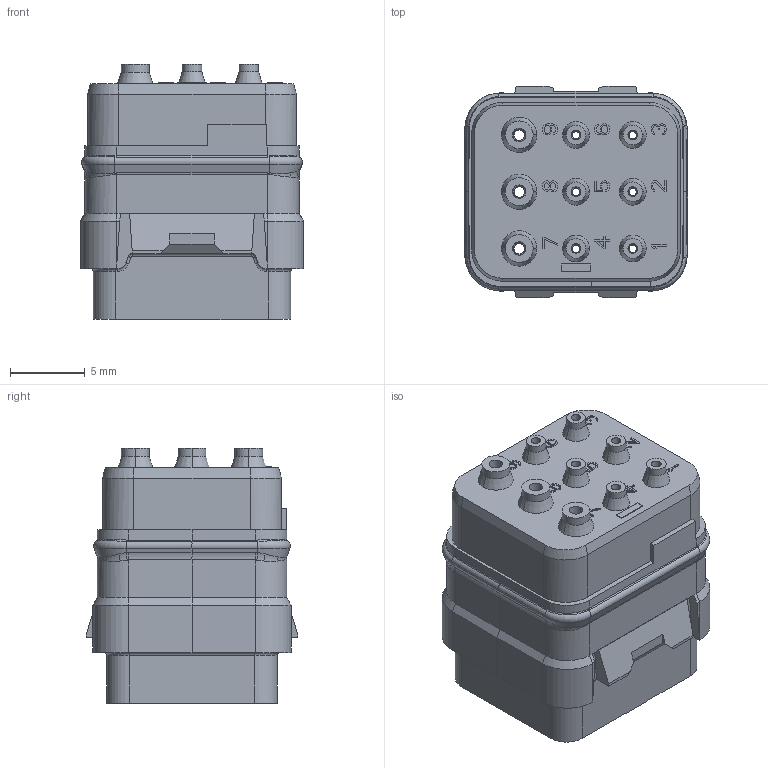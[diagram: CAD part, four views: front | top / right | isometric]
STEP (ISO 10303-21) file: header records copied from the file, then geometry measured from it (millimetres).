
FILE_DESCRIPTION((''),'2;1');
FILE_NAME('SIME0936PD','2020-01-23T',('presta_be4'),(''),'CREO PARAMETRIC BY PTC INC, 2018360','CREO PARAMETRIC BY PTC INC, 2018360','');
FILE_SCHEMA(('CONFIG_CONTROL_DESIGN'));
Length unit declared in the file: millimetre
Products named in the file (1): SIME0936PD
Bounding box: 15 x 14.2 x 17.18 mm (x, y, z)
Volume: 2358.3 mm3; surface area: 2363 mm2
Topology: 1 solids, 1 shells, 1759 faces, 4384 edges, 2716 vertices
Faces by surface type: plane 987, cylinder 291, cone 216, torus 174, bspline 91
Entity records: 54126 total; most frequent: CARTESIAN_POINT 12023, DIRECTION 8797, ORIENTED_EDGE 8768, EDGE_CURVE 4384, AXIS2_PLACEMENT_3D 2948, VECTOR 2901, LINE 2901, VERTEX_POINT 2716
